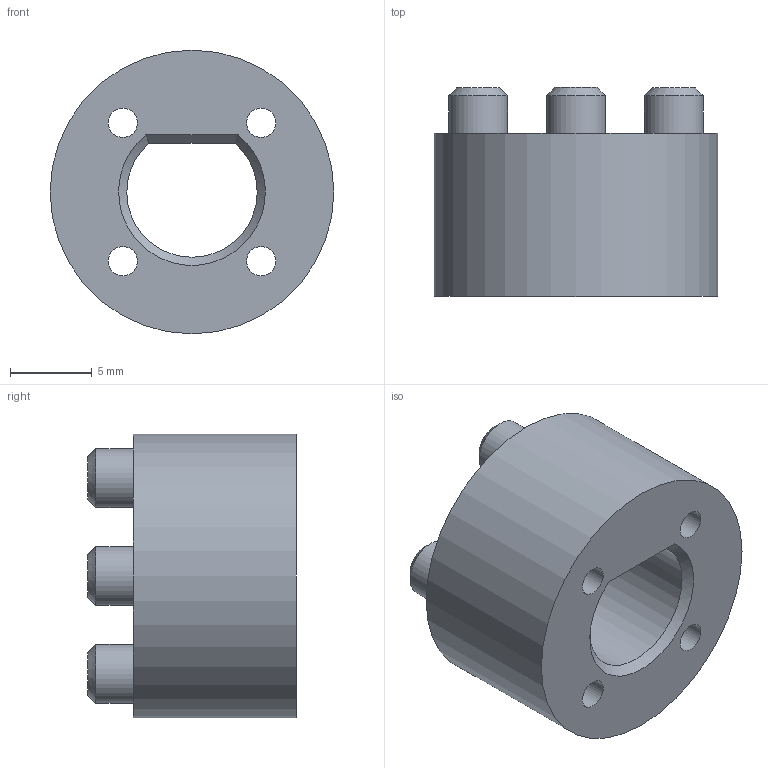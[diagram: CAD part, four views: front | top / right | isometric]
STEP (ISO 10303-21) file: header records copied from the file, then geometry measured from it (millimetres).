
FILE_DESCRIPTION(/* description */ ('STEP AP214'),/* implementation_level */ '2;1');
FILE_NAME(/* name */ '619baa169c982163520750b3',/* time_stamp */ '2021-11-22T14:32:55+00:00',/* author */ (''),/* organization */ (''),/* preprocessor_version */ 'ST-DEVELOPER v18.1',/* originating_system */ ' ',/* authorisation */ ' ');
FILE_SCHEMA (('AUTOMOTIVE_DESIGN {1 0 10303 214 3 1 1}'));
Length unit declared in the file: metre
Products named in the file (1): Joint
Bounding box: 17.4 x 12.8 x 17.4 mm (x, y, z)
Volume: 1915.3 mm3; surface area: 1486.4 mm2
Topology: 1 solids, 1 shells, 23 faces, 45 edges, 28 vertices
Faces by surface type: cylinder 10, plane 8, cone 5
Full cylindrical faces by diameter (mm): 1.8 x4, 3.6 x4, 17.4 x1
Entity records: 583 total; most frequent: DIRECTION 103, CARTESIAN_POINT 90, ORIENTED_EDGE 64, EDGE_LOOP 50, FACE_BOUND 50, AXIS2_PLACEMENT_3D 49, EDGE_CURVE 32, VERTEX_POINT 28
